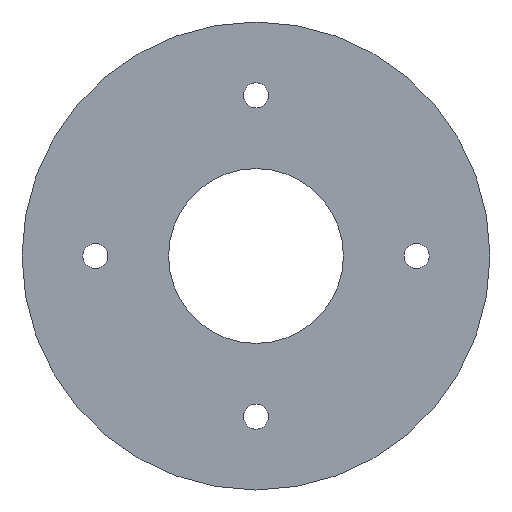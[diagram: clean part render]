
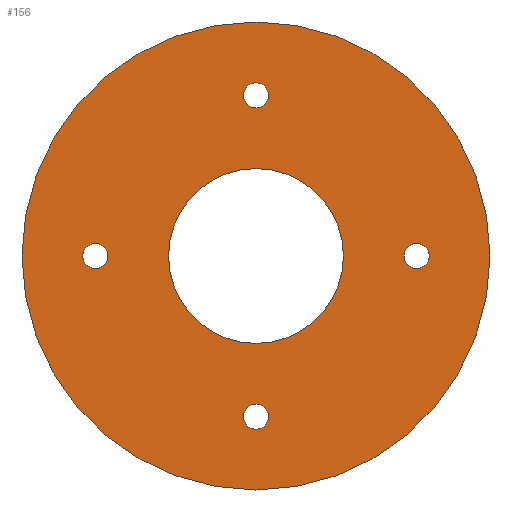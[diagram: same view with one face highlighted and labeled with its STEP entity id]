
A CAD part, front view. The second image highlights one B-rep face of the part: STEP entity #156.
In plain terms, the highlighted planar face has unit normal (0, -1, 0).
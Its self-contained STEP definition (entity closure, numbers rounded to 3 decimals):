
#20=FACE_BOUND('',#48,.T.);
#21=FACE_BOUND('',#49,.T.);
#22=FACE_BOUND('',#50,.T.);
#23=FACE_BOUND('',#51,.T.);
#24=FACE_BOUND('',#52,.T.);
#26=PLANE('',#190);
#34=FACE_OUTER_BOUND('',#47,.T.);
#47=EDGE_LOOP('',(#137));
#48=EDGE_LOOP('',(#138));
#49=EDGE_LOOP('',(#139));
#50=EDGE_LOOP('',(#140));
#51=EDGE_LOOP('',(#141));
#52=EDGE_LOOP('',(#142));
#66=CIRCLE('',#173,1.);
#68=CIRCLE('',#176,1.);
#70=CIRCLE('',#179,1.);
#72=CIRCLE('',#182,1.);
#73=CIRCLE('',#184,7.);
#76=CIRCLE('',#189,18.75);
#78=VERTEX_POINT('',#243);
#80=VERTEX_POINT('',#249);
#82=VERTEX_POINT('',#255);
#84=VERTEX_POINT('',#261);
#85=VERTEX_POINT('',#265);
#88=VERTEX_POINT('',#274);
#91=EDGE_CURVE('',#78,#78,#66,.T.);
#94=EDGE_CURVE('',#80,#80,#68,.T.);
#97=EDGE_CURVE('',#82,#82,#70,.T.);
#100=EDGE_CURVE('',#84,#84,#72,.T.);
#101=EDGE_CURVE('',#85,#85,#73,.T.);
#105=EDGE_CURVE('',#88,#88,#76,.T.);
#137=ORIENTED_EDGE('',*,*,#105,.T.);
#138=ORIENTED_EDGE('',*,*,#91,.T.);
#139=ORIENTED_EDGE('',*,*,#94,.T.);
#140=ORIENTED_EDGE('',*,*,#97,.T.);
#141=ORIENTED_EDGE('',*,*,#100,.T.);
#142=ORIENTED_EDGE('',*,*,#101,.F.);
#156=ADVANCED_FACE('',(#34,#20,#21,#22,#23,#24),#26,.T.);
#173=AXIS2_PLACEMENT_3D('',#245,#198,#199);
#176=AXIS2_PLACEMENT_3D('',#251,#205,#206);
#179=AXIS2_PLACEMENT_3D('',#257,#212,#213);
#182=AXIS2_PLACEMENT_3D('',#263,#219,#220);
#184=AXIS2_PLACEMENT_3D('',#266,#223,#224);
#189=AXIS2_PLACEMENT_3D('',#275,#234,#235);
#190=AXIS2_PLACEMENT_3D('',#277,#237,#238);
#198=DIRECTION('center_axis',(0.,1.,0.));
#199=DIRECTION('ref_axis',(1.,0.,0.));
#205=DIRECTION('center_axis',(0.,1.,0.));
#206=DIRECTION('ref_axis',(0.,0.,-1.));
#212=DIRECTION('center_axis',(0.,1.,0.));
#213=DIRECTION('ref_axis',(-1.,0.,0.));
#219=DIRECTION('center_axis',(0.,1.,0.));
#220=DIRECTION('ref_axis',(0.,0.,1.));
#223=DIRECTION('center_axis',(0.,-1.,0.));
#224=DIRECTION('ref_axis',(1.,0.,0.));
#234=DIRECTION('center_axis',(0.,-1.,0.));
#235=DIRECTION('ref_axis',(1.,0.,0.));
#237=DIRECTION('center_axis',(0.,-1.,0.));
#238=DIRECTION('ref_axis',(0.,0.,-1.));
#243=CARTESIAN_POINT('',(-1.,76.,12.875));
#245=CARTESIAN_POINT('Origin',(0.,76.,12.875));
#249=CARTESIAN_POINT('',(12.875,76.,1.));
#251=CARTESIAN_POINT('Origin',(12.875,76.,0.));
#255=CARTESIAN_POINT('',(1.,76.,-12.875));
#257=CARTESIAN_POINT('Origin',(0.,76.,-12.875));
#261=CARTESIAN_POINT('',(-12.875,76.,-1.));
#263=CARTESIAN_POINT('Origin',(-12.875,76.,0.));
#265=CARTESIAN_POINT('',(-7.,76.,0.));
#266=CARTESIAN_POINT('Origin',(0.,76.,0.));
#274=CARTESIAN_POINT('',(-18.75,76.,0.));
#275=CARTESIAN_POINT('Origin',(0.,76.,0.));
#277=CARTESIAN_POINT('Origin',(12.,76.,0.));
